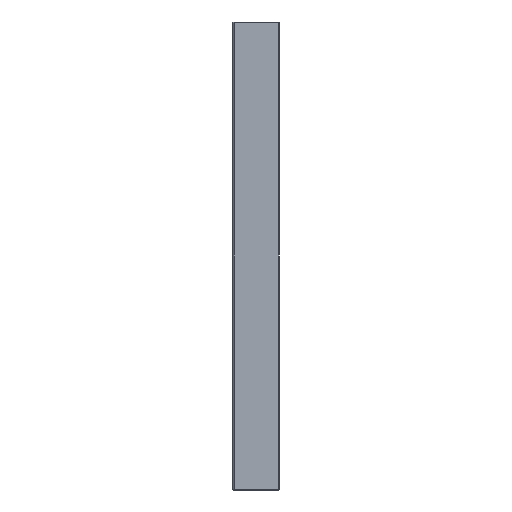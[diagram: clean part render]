
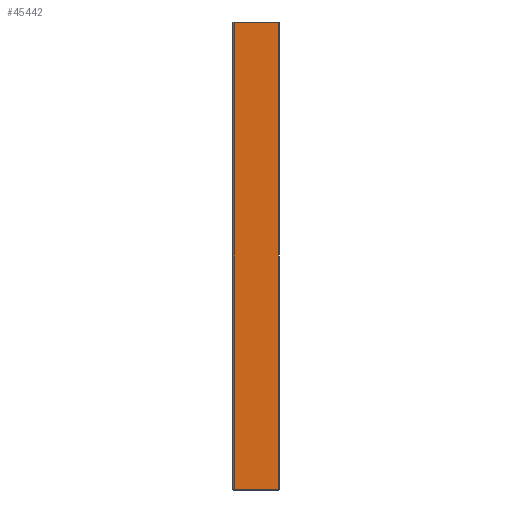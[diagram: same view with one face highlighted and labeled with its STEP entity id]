
A CAD part, front view. The second image highlights one B-rep face of the part: STEP entity #45442.
In plain terms, the highlighted planar face has unit normal (0, -1, 0).
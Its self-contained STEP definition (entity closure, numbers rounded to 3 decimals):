
#36454 = PLANE('',#36455);
#36455 = AXIS2_PLACEMENT_3D('',#36456,#36457,#36458);
#36456 = CARTESIAN_POINT('',(3.,-5.95,0.05));
#36457 = DIRECTION('',(0.,0.707,0.707));
#36458 = DIRECTION('',(1.,0.,0.));
#36762 = PLANE('',#36763);
#36763 = AXIS2_PLACEMENT_3D('',#36764,#36765,#36766);
#36764 = CARTESIAN_POINT('',(3.,-5.95,59.95));
#36765 = DIRECTION('',(0.,-0.707,
    0.707));
#36766 = DIRECTION('',(1.,0.,0.));
#37049 = PLANE('',#37050);
#37050 = AXIS2_PLACEMENT_3D('',#37051,#37052,#37053);
#37051 = CARTESIAN_POINT('',(-2.9,-5.9,0.));
#37052 = DIRECTION('',(-0.707,-0.707,0.));
#37053 = DIRECTION('',(0.,0.,1.));
#40103 = VERTEX_POINT('',#40104);
#40104 = CARTESIAN_POINT('',(2.9,-6.,0.1));
#40125 = EDGE_CURVE('',#40103,#40126,#40128,.T.);
#40126 = VERTEX_POINT('',#40127);
#40127 = CARTESIAN_POINT('',(-2.8,-6.,0.1));
#40128 = SURFACE_CURVE('',#40129,(#40133,#40140),.PCURVE_S1.);
#40129 = LINE('',#40130,#40131);
#40130 = CARTESIAN_POINT('',(3.,-6.,0.1));
#40131 = VECTOR('',#40132,1.);
#40132 = DIRECTION('',(-1.,0.,0.));
#40133 = PCURVE('',#36454,#40134);
#40134 = DEFINITIONAL_REPRESENTATION('',(#40135),#40139);
#40135 = LINE('',#40136,#40137);
#40136 = CARTESIAN_POINT('',(0.,-0.071));
#40137 = VECTOR('',#40138,1.);
#40138 = DIRECTION('',(-1.,0.));
#40139 = ( GEOMETRIC_REPRESENTATION_CONTEXT(2) 
PARAMETRIC_REPRESENTATION_CONTEXT() REPRESENTATION_CONTEXT('2D SPACE',''
  ) );
#40140 = PCURVE('',#40141,#40146);
#40141 = PLANE('',#40142);
#40142 = AXIS2_PLACEMENT_3D('',#40143,#40144,#40145);
#40143 = CARTESIAN_POINT('',(3.,-6.,0.));
#40144 = DIRECTION('',(0.,-1.,0.));
#40145 = DIRECTION('',(-1.,0.,0.));
#40146 = DEFINITIONAL_REPRESENTATION('',(#40147),#40151);
#40147 = LINE('',#40148,#40149);
#40148 = CARTESIAN_POINT('',(0.,-0.1));
#40149 = VECTOR('',#40150,1.);
#40150 = DIRECTION('',(1.,0.));
#40151 = ( GEOMETRIC_REPRESENTATION_CONTEXT(2) 
PARAMETRIC_REPRESENTATION_CONTEXT() REPRESENTATION_CONTEXT('2D SPACE',''
  ) );
#40418 = VERTEX_POINT('',#40419);
#40419 = CARTESIAN_POINT('',(2.9,-6.,59.9));
#40440 = EDGE_CURVE('',#40418,#40441,#40443,.T.);
#40441 = VERTEX_POINT('',#40442);
#40442 = CARTESIAN_POINT('',(-2.8,-6.,59.9));
#40443 = SURFACE_CURVE('',#40444,(#40448,#40455),.PCURVE_S1.);
#40444 = LINE('',#40445,#40446);
#40445 = CARTESIAN_POINT('',(3.,-6.,59.9));
#40446 = VECTOR('',#40447,1.);
#40447 = DIRECTION('',(-1.,0.,0.));
#40448 = PCURVE('',#36762,#40449);
#40449 = DEFINITIONAL_REPRESENTATION('',(#40450),#40454);
#40450 = LINE('',#40451,#40452);
#40451 = CARTESIAN_POINT('',(0.,-0.071));
#40452 = VECTOR('',#40453,1.);
#40453 = DIRECTION('',(-1.,0.));
#40454 = ( GEOMETRIC_REPRESENTATION_CONTEXT(2) 
PARAMETRIC_REPRESENTATION_CONTEXT() REPRESENTATION_CONTEXT('2D SPACE',''
  ) );
#40455 = PCURVE('',#40141,#40456);
#40456 = DEFINITIONAL_REPRESENTATION('',(#40457),#40461);
#40457 = LINE('',#40458,#40459);
#40458 = CARTESIAN_POINT('',(0.,-59.9));
#40459 = VECTOR('',#40460,1.);
#40460 = DIRECTION('',(1.,0.));
#40461 = ( GEOMETRIC_REPRESENTATION_CONTEXT(2) 
PARAMETRIC_REPRESENTATION_CONTEXT() REPRESENTATION_CONTEXT('2D SPACE',''
  ) );
#40597 = EDGE_CURVE('',#40126,#40441,#40598,.T.);
#40598 = SURFACE_CURVE('',#40599,(#40603,#40610),.PCURVE_S1.);
#40599 = LINE('',#40600,#40601);
#40600 = CARTESIAN_POINT('',(-2.8,-6.,0.));
#40601 = VECTOR('',#40602,1.);
#40602 = DIRECTION('',(0.,0.,1.));
#40603 = PCURVE('',#37049,#40604);
#40604 = DEFINITIONAL_REPRESENTATION('',(#40605),#40609);
#40605 = LINE('',#40606,#40607);
#40606 = CARTESIAN_POINT('',(0.,-0.141));
#40607 = VECTOR('',#40608,1.);
#40608 = DIRECTION('',(1.,0.));
#40609 = ( GEOMETRIC_REPRESENTATION_CONTEXT(2) 
PARAMETRIC_REPRESENTATION_CONTEXT() REPRESENTATION_CONTEXT('2D SPACE',''
  ) );
#40610 = PCURVE('',#40141,#40611);
#40611 = DEFINITIONAL_REPRESENTATION('',(#40612),#40616);
#40612 = LINE('',#40613,#40614);
#40613 = CARTESIAN_POINT('',(5.8,0.));
#40614 = VECTOR('',#40615,1.);
#40615 = DIRECTION('',(0.,-1.));
#40616 = ( GEOMETRIC_REPRESENTATION_CONTEXT(2) 
PARAMETRIC_REPRESENTATION_CONTEXT() REPRESENTATION_CONTEXT('2D SPACE',''
  ) );
#45280 = PLANE('',#45281);
#45281 = AXIS2_PLACEMENT_3D('',#45282,#45283,#45284);
#45282 = CARTESIAN_POINT('',(2.95,-5.95,0.));
#45283 = DIRECTION('',(0.707,-0.707,0.));
#45284 = DIRECTION('',(0.,0.,1.));
#45442 = ADVANCED_FACE('',(#45443),#40141,.T.);
#45443 = FACE_BOUND('',#45444,.T.);
#45444 = EDGE_LOOP('',(#45445,#45466,#45467,#45468));
#45445 = ORIENTED_EDGE('',*,*,#45446,.T.);
#45446 = EDGE_CURVE('',#40103,#40418,#45447,.T.);
#45447 = SURFACE_CURVE('',#45448,(#45452,#45459),.PCURVE_S1.);
#45448 = LINE('',#45449,#45450);
#45449 = CARTESIAN_POINT('',(2.9,-6.,0.));
#45450 = VECTOR('',#45451,1.);
#45451 = DIRECTION('',(0.,0.,1.));
#45452 = PCURVE('',#40141,#45453);
#45453 = DEFINITIONAL_REPRESENTATION('',(#45454),#45458);
#45454 = LINE('',#45455,#45456);
#45455 = CARTESIAN_POINT('',(0.1,0.));
#45456 = VECTOR('',#45457,1.);
#45457 = DIRECTION('',(0.,-1.));
#45458 = ( GEOMETRIC_REPRESENTATION_CONTEXT(2) 
PARAMETRIC_REPRESENTATION_CONTEXT() REPRESENTATION_CONTEXT('2D SPACE',''
  ) );
#45459 = PCURVE('',#45280,#45460);
#45460 = DEFINITIONAL_REPRESENTATION('',(#45461),#45465);
#45461 = LINE('',#45462,#45463);
#45462 = CARTESIAN_POINT('',(0.,0.071));
#45463 = VECTOR('',#45464,1.);
#45464 = DIRECTION('',(1.,0.));
#45465 = ( GEOMETRIC_REPRESENTATION_CONTEXT(2) 
PARAMETRIC_REPRESENTATION_CONTEXT() REPRESENTATION_CONTEXT('2D SPACE',''
  ) );
#45466 = ORIENTED_EDGE('',*,*,#40440,.T.);
#45467 = ORIENTED_EDGE('',*,*,#40597,.F.);
#45468 = ORIENTED_EDGE('',*,*,#40125,.F.);
